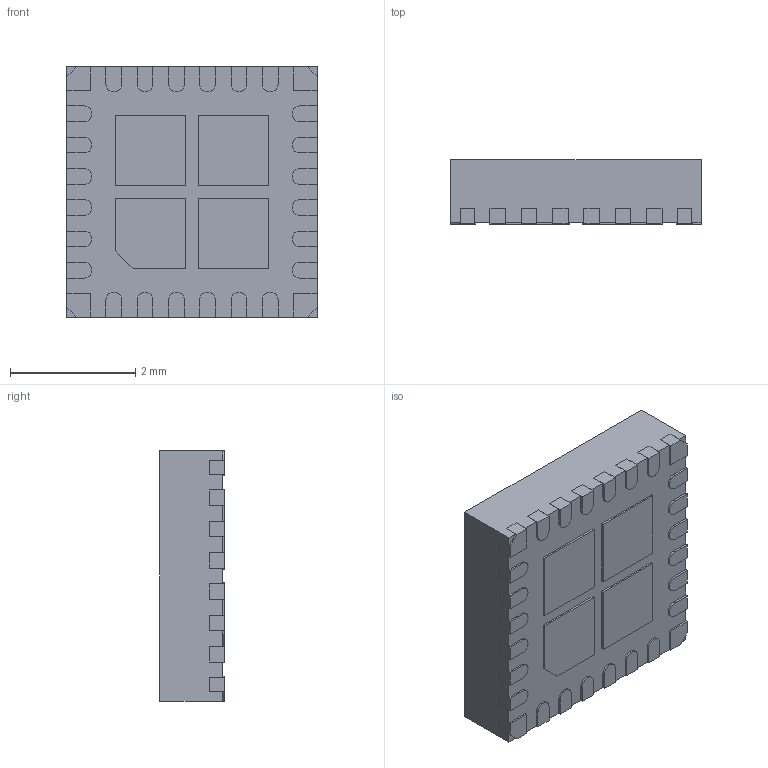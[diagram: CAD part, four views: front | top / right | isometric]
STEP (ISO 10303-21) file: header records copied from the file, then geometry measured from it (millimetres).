
FILE_DESCRIPTION (( 'STEP AP214' ), '1' );
FILE_NAME ('LT8643SHV-2#PBF.STEP', '2022-09-08T05:29:59', ( '' ), ( '' ), 'SwSTEP 2.0', 'SolidWorks 2017', '' );
FILE_SCHEMA (( 'AUTOMOTIVE_DESIGN' ));
Length unit declared in the file: millimetre
Products named in the file (1): LT8643SHV-2#PBF
Bounding box: 4 x 1.03 x 4 mm (x, y, z)
Volume: 16.2 mm3; surface area: 84.2 mm2
Topology: 34 solids, 34 shells, 345 faces, 816 edges, 544 vertices
Faces by surface type: plane 295, cylinder 50
Full cylindrical faces by diameter (mm): 0.3 x2
Entity records: 10131 total; most frequent: CARTESIAN_POINT 1704, ORIENTED_EDGE 1628, DIRECTION 1606, EDGE_CURVE 814, VECTOR 714, LINE 714, VERTEX_POINT 544, AXIS2_PLACEMENT_3D 446
